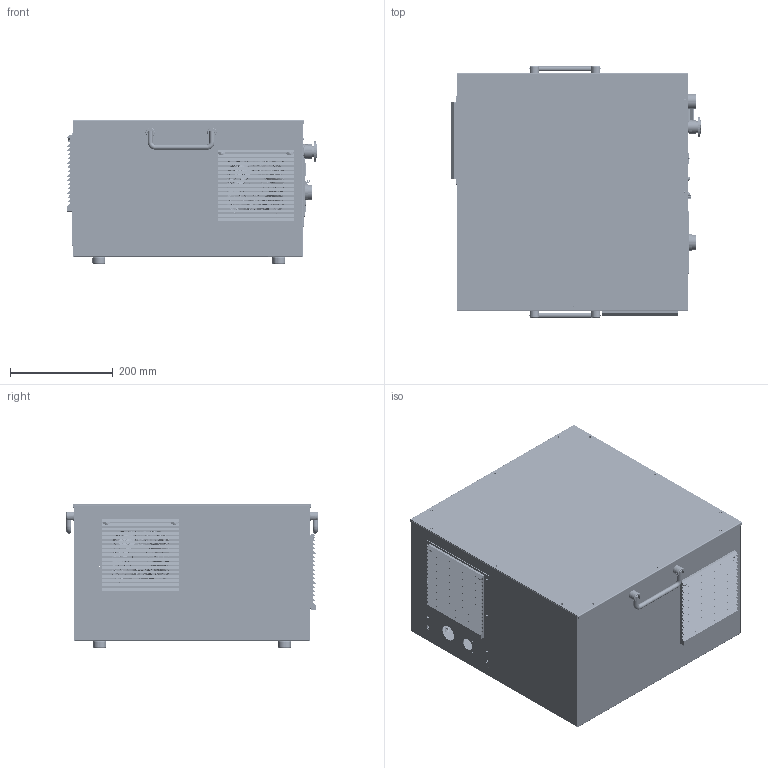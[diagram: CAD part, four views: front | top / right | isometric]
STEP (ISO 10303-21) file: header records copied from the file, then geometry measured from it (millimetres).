
FILE_DESCRIPTION (( 'STEP AP214' ), '1' );
FILE_NAME ('BR-06&07 control cabinet.STEP', '2024-03-27T01:56:18', ( '' ), ( '' ), 'SwSTEP 2.0', 'SolidWorks 2018', '' );
FILE_SCHEMA (( 'AUTOMOTIVE_DESIGN' ));
Length unit declared in the file: millimetre
Products named in the file (43): _M10x1.0-nut^UWAFN120_萇嶄翋极_MODEL_BR-06&07 control cabinet(2)_BR-06&07 control cabinet; BR-06&07 control cabinet; 萇嶄翋极_MODEL^BR-06&07 control cabinet(2)_BR-06&07 control cabinet; 圆螺母M5x10x8^柜主体组件_MODEL_柜体_MODEL_电柜主体_MODEL_BR-06&07 control cabinet(2)_BR-06&07 control cabinet; 焊接螺柱M4x16^柜主体组件_MODEL_柜体_MODEL_电柜主体_MODEL_BR-06&07 control cabinet(2)_BR-06&07 control cabinet; 安装T30模块_MODEL^选配钣金_MODEL_BR-06&07 control cabinet(2)_BR-06&07 control cabinet; 前门板^前门板组件_MODEL_柜体_MODEL_电柜主体_MODEL_BR-06&07 control cabinet(2)_BR-06&07 control cabinet; 瑞圮120^萇ァ郪璃_MODEL_BR-06&07 control cabinet(2)_BR-06&07 control cabinet; _UWAFN120-2^UWAFN120_萇嶄翋极_MODEL_BR-06&07 control cabinet(2)_BR-06&07 control cabinet; AUTECH恅趼LOGO - 0.7; T30安装板^安装T30模块_MODEL_选配钣金_MODEL_BR-06&07 control cabinet(2)_BR-06&07 control cabinet; BR-06&07 control cabinet(2)^BR-06&07 control cabinet; 插排安装板^电柜主体_MODEL_BR-06&07 control cabinet(2)_BR-06&07 control cabinet; 嶄裔^萇嶄翋极_MODEL_BR-06&07 control cabinet(2)_BR-06&07 control cabinet; 橡胶脚垫-25#-M8x11^电柜主体_MODEL_BR-06&07 control cabinet(2)_BR-06&07 control cabinet; 线缆安装板^风扇&线缆安装板_MODEL_电柜主体_MODEL_BR-06&07 control cabinet(2)_BR-06&07 control cabinet; 软玻璃压紧块_MODEL-0^软玻璃压紧块_MODEL_软玻璃压紧组件_MODEL_电柜主体_MODEL_BR-06&07 control cabinet(2)_BR-06&07 control cabinet; 手拧螺钉M4x6^电柜主体_MODEL_BR-06&07 control cabinet(2)_BR-06&07 control cabinet; B-1100-1-M^1渡磁珜_MODEL_萇嶄翋极_MODEL_BR-06&07 control cabinet(2)_BR-06&07 control cabinet; 压铆螺母M4-2^软玻璃压紧块_MODEL_软玻璃压紧组件_MODEL_电柜主体_MODEL_BR-06&07 control cabinet(2)_BR-06&07 control cabinet; 嶄极_MODEL^萇嶄翋极_MODEL_BR-06&07 control cabinet(2)_BR-06&07 control cabinet; 前门板组件_MODEL^柜体_MODEL_电柜主体_MODEL_BR-06&07 control cabinet(2)_BR-06&07 control cabinet; _M10x1.0-washer^UWAFN120_萇嶄翋极_MODEL_BR-06&07 control cabinet(2)_BR-06&07 control cabinet; 电源开关组^电气组件_MODEL_BR-06&07 control cabinet(2)_BR-06&07 control cabinet; 恁饜鍼踢_MODEL^BR-06&07 control cabinet(2)_BR-06&07 control cabinet; 风扇安装板^风扇&线缆安装板_MODEL_电柜主体_MODEL_BR-06&07 control cabinet(2)_BR-06&07 control cabinet; 1渡磁珜_MODEL^萇嶄翋极_MODEL_BR-06&07 control cabinet(2)_BR-06&07 control cabinet; 螺钉M4x6^软玻璃压紧组件_MODEL_电柜主体_MODEL_BR-06&07 control cabinet(2)_BR-06&07 control cabinet; 软玻璃压紧组件_MODEL^电柜主体_MODEL_BR-06&07 control cabinet(2)_BR-06&07 control cabinet; 插排盒盖^电柜主体_MODEL_BR-06&07 control cabinet(2)_BR-06&07 control cabinet; 风扇&线缆安装板_MODEL^电柜主体_MODEL_BR-06&07 control cabinet(2)_BR-06&07 control cabinet; UWAFN120^萇嶄翋极_MODEL_BR-06&07 control cabinet(2)_BR-06&07 control cabinet; 焊接螺柱M4x8^柜主体组件_MODEL_柜体_MODEL_电柜主体_MODEL_BR-06&07 control cabinet(2)_BR-06&07 control cabinet; 软玻璃50x40xT2^软玻璃压紧组件_MODEL_电柜主体_MODEL_BR-06&07 control cabinet(2)_BR-06&07 control cabinet; 软玻璃压紧块_MODEL^软玻璃压紧组件_MODEL_电柜主体_MODEL_BR-06&07 control cabinet(2)_BR-06&07 control cabinet; 柜主架^柜主体组件_MODEL_柜体_MODEL_电柜主体_MODEL_BR-06&07 control cabinet(2)_BR-06&07 control cabinet; 焊接螺柱M4x8^前门板组件_MODEL_柜体_MODEL_电柜主体_MODEL_BR-06&07 control cabinet(2)_BR-06&07 control cabinet; _UWAFN120-1^UWAFN120_萇嶄翋极_MODEL_BR-06&07 control cabinet(2)_BR-06&07 control cabinet; B-1100-1-F^1渡磁珜_MODEL_萇嶄翋极_MODEL_BR-06&07 control cabinet(2)_BR-06&07 control cabinet; T30转换板^安装T30模块_MODEL_选配钣金_MODEL_BR-06&07 control cabinet(2)_BR-06&07 control cabinet ...
Assembly tree (73 placements, depth 6):
  BR-06&07 control cabinet
    BR-06&07 control cabinet(2)^BR-06&07 control cabinet
      萇ァ郪璃_MODEL^BR-06&07 control cabinet(2)_BR-06&07 control cabinet
        瑞圮120^萇ァ郪璃_MODEL_BR-06&07 control cabinet(2)_BR-06&07 control cabinet  x2
        电源开关组^电气组件_MODEL_BR-06&07 control cabinet(2)_BR-06&07 control cabinet
        萇ァ郪3P^萇ァ郪璃_MODEL_BR-06&07 control cabinet(2)_BR-06&07 control cabinet
      萇嶄翋极_MODEL^BR-06&07 control cabinet(2)_BR-06&07 control cabinet
        嶄极_MODEL^萇嶄翋极_MODEL_BR-06&07 control cabinet(2)_BR-06&07 control cabinet
          前门板组件_MODEL^柜体_MODEL_电柜主体_MODEL_BR-06&07 control cabinet(2)_BR-06&07 control cabinet
            前门板^前门板组件_MODEL_柜体_MODEL_电柜主体_MODEL_BR-06&07 control cabinet(2)_BR-06&07 control cabinet
            焊接螺柱M4x8^前门板组件_MODEL_柜体_MODEL_电柜主体_MODEL_BR-06&07 control cabinet(2)_BR-06&07 control cabinet  x7
          柜主体组件_MODEL^柜体_MODEL_电柜主体_MODEL_BR-06&07 control cabinet(2)_BR-06&07 control cabinet
            柜主架^柜主体组件_MODEL_柜体_MODEL_电柜主体_MODEL_BR-06&07 control cabinet(2)_BR-06&07 control cabinet
            焊接螺柱M4x16^柜主体组件_MODEL_柜体_MODEL_电柜主体_MODEL_BR-06&07 control cabinet(2)_BR-06&07 control cabinet  x8
            焊接螺柱M4x8^柜主体组件_MODEL_柜体_MODEL_电柜主体_MODEL_BR-06&07 control cabinet(2)_BR-06&07 control cabinet  x5
            圆螺母M5x10x8^柜主体组件_MODEL_柜体_MODEL_电柜主体_MODEL_BR-06&07 control cabinet(2)_BR-06&07 control cabinet  x4
        1渡磁珜_MODEL^萇嶄翋极_MODEL_BR-06&07 control cabinet(2)_BR-06&07 control cabinet  x2
          B-1100-1-F^1渡磁珜_MODEL_萇嶄翋极_MODEL_BR-06&07 control cabinet(2)_BR-06&07 control cabinet
          B-1100-1-M^1渡磁珜_MODEL_萇嶄翋极_MODEL_BR-06&07 control cabinet(2)_BR-06&07 control cabinet
        UWAFN120^萇嶄翋极_MODEL_BR-06&07 control cabinet(2)_BR-06&07 control cabinet  x2
          _UWAFN120-2^UWAFN120_萇嶄翋极_MODEL_BR-06&07 control cabinet(2)_BR-06&07 control cabinet
          _UWAFN120-1^UWAFN120_萇嶄翋极_MODEL_BR-06&07 control cabinet(2)_BR-06&07 control cabinet
          _M10x1.0-nut^UWAFN120_萇嶄翋极_MODEL_BR-06&07 control cabinet(2)_BR-06&07 control cabinet
          _M10x1.0-washer^UWAFN120_萇嶄翋极_MODEL_BR-06&07 control cabinet(2)_BR-06&07 control cabinet
        风扇&线缆安装板_MODEL^电柜主体_MODEL_BR-06&07 control cabinet(2)_BR-06&07 control cabinet
          风扇安装板^风扇&线缆安装板_MODEL_电柜主体_MODEL_BR-06&07 control cabinet(2)_BR-06&07 control cabinet
          线缆安装板^风扇&线缆安装板_MODEL_电柜主体_MODEL_BR-06&07 control cabinet(2)_BR-06&07 control cabinet
        软玻璃压紧组件_MODEL^电柜主体_MODEL_BR-06&07 control cabinet(2)_BR-06&07 control cabinet
          软玻璃压紧块_MODEL^软玻璃压紧组件_MODEL_电柜主体_MODEL_BR-06&07 control cabinet(2)_BR-06&07 control cabinet
            压铆螺母M4-2^软玻璃压紧块_MODEL_软玻璃压紧组件_MODEL_电柜主体_MODEL_BR-06&07 control cabinet(2)_BR-06&07 control cabinet  x2
            软玻璃压紧块_MODEL-0^软玻璃压紧块_MODEL_软玻璃压紧组件_MODEL_电柜主体_MODEL_BR-06&07 control cabinet(2)_BR-06&07 control cabinet
          软玻璃50x40xT2^软玻璃压紧组件_MODEL_电柜主体_MODEL_BR-06&07 control cabinet(2)_BR-06&07 control cabinet
          螺钉M4x6^软玻璃压紧组件_MODEL_电柜主体_MODEL_BR-06&07 control cabinet(2)_BR-06&07 control cabinet  x2
        嶄裔^萇嶄翋极_MODEL_BR-06&07 control cabinet(2)_BR-06&07 control cabinet
        插排安装板^电柜主体_MODEL_BR-06&07 control cabinet(2)_BR-06&07 control cabinet
        插排盒盖^电柜主体_MODEL_BR-06&07 control cabinet(2)_BR-06&07 control cabinet
        橡胶脚垫-25#-M8x11^电柜主体_MODEL_BR-06&07 control cabinet(2)_BR-06&07 control cabinet  x4
        手拧螺钉M4x6^电柜主体_MODEL_BR-06&07 control cabinet(2)_BR-06&07 control cabinet
      恁饜鍼踢_MODEL^BR-06&07 control cabinet(2)_BR-06&07 control cabinet
        安装T30模块_MODEL^选配钣金_MODEL_BR-06&07 control cabinet(2)_BR-06&07 control cabinet
          T30转换板^安装T30模块_MODEL_选配钣金_MODEL_BR-06&07 control cabinet(2)_BR-06&07 control cabinet
          T30安装板^安装T30模块_MODEL_选配钣金_MODEL_BR-06&07 control cabinet(2)_BR-06&07 control cabinet
    AUTECH恅趼LOGO - 0.7
Bounding box: 486.35 x 490 x 280.5 mm (x, y, z)
Volume: 2204314.2 mm3; surface area: 2442172.1 mm2
Topology: 128 solids, 132 shells, 7511 faces, 20160 edges, 12643 vertices
Faces by surface type: plane 3452, cylinder 2834, torus 458, bspline 363, cone 272, sphere 132
Entity records: 190295 total; most frequent: CARTESIAN_POINT 60922, ORIENTED_EDGE 26444, DIRECTION 25583, EDGE_CURVE 13222, AXIS2_PLACEMENT_3D 8745, VERTEX_POINT 8368, LINE 8093, VECTOR 8093
